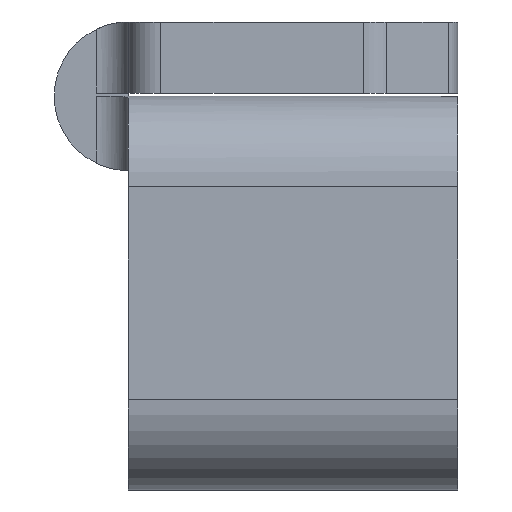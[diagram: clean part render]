
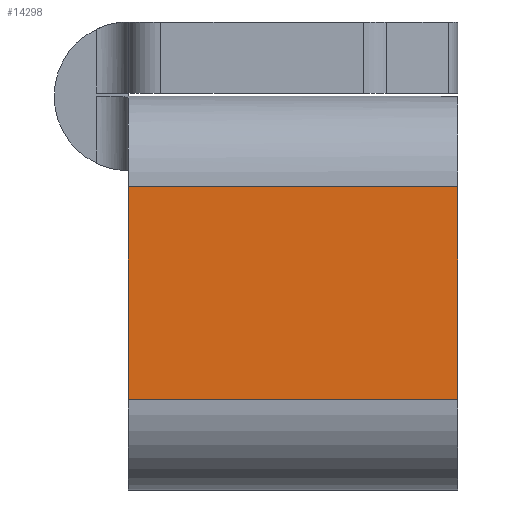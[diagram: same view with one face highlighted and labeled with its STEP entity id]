
A CAD part, left-side view. The second image highlights one B-rep face of the part: STEP entity #14298.
In plain terms, the highlighted planar face has unit normal (-1, 0, 0).
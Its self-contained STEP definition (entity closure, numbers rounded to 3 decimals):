
#147 = ORIENTED_EDGE ( 'NONE', *, *, #4548, .T. ) ;
#1218 = VECTOR ( 'NONE', #12967, 1000. ) ;
#1307 = FACE_OUTER_BOUND ( 'NONE', #7002, .T. ) ;
#1457 = DIRECTION ( 'NONE',  ( 1., 0., 0. ) ) ;
#1530 = CARTESIAN_POINT ( 'NONE',  ( -1., 0.395, 0.281 ) ) ;
#1586 = VECTOR ( 'NONE', #2172, 1000. ) ;
#2041 = EDGE_CURVE ( 'NONE', #2952, #10061, #8476, .T. ) ;
#2172 = DIRECTION ( 'NONE',  ( 0., 0., -1. ) ) ;
#2437 = VERTEX_POINT ( 'NONE', #1530 ) ;
#2952 = VERTEX_POINT ( 'NONE', #8227 ) ;
#3198 = EDGE_CURVE ( 'NONE', #13573, #10061, #9888, .T. ) ;
#4548 = EDGE_CURVE ( 'NONE', #2952, #2437, #5591, .T. ) ;
#5591 = LINE ( 'NONE', #13216, #1586 ) ;
#5689 = ORIENTED_EDGE ( 'NONE', *, *, #11897, .T. ) ;
#5970 = PLANE ( 'NONE',  #13822 ) ;
#7002 = EDGE_LOOP ( 'NONE', ( #11255, #147, #5689, #9878 ) ) ;
#8227 = CARTESIAN_POINT ( 'NONE',  ( -1., 0.395, 0.94 ) ) ;
#8364 = LINE ( 'NONE', #8567, #1218 ) ;
#8476 = LINE ( 'NONE', #9854, #10700 ) ;
#8567 = CARTESIAN_POINT ( 'NONE',  ( -1., 0., 0.281 ) ) ;
#9819 = DIRECTION ( 'NONE',  ( 0., 0., 1. ) ) ;
#9854 = CARTESIAN_POINT ( 'NONE',  ( -1., 0., 0.94 ) ) ;
#9878 = ORIENTED_EDGE ( 'NONE', *, *, #3198, .T. ) ;
#9888 = LINE ( 'NONE', #9964, #12897 ) ;
#9964 = CARTESIAN_POINT ( 'NONE',  ( -1., -0.625, 4.426 ) ) ;
#10061 = VERTEX_POINT ( 'NONE', #11452 ) ;
#10247 = CARTESIAN_POINT ( 'NONE',  ( -1., -0.625, 0.281 ) ) ;
#10700 = VECTOR ( 'NONE', #11918, 1000. ) ;
#11255 = ORIENTED_EDGE ( 'NONE', *, *, #2041, .F. ) ;
#11452 = CARTESIAN_POINT ( 'NONE',  ( -1., -0.625, 0.94 ) ) ;
#11897 = EDGE_CURVE ( 'NONE', #2437, #13573, #8364, .T. ) ;
#11918 = DIRECTION ( 'NONE',  ( 0., -1., 0. ) ) ;
#12897 = VECTOR ( 'NONE', #9819, 1000. ) ;
#12967 = DIRECTION ( 'NONE',  ( 0., -1., 0. ) ) ;
#13216 = CARTESIAN_POINT ( 'NONE',  ( -1., 0.395, -0.659 ) ) ;
#13573 = VERTEX_POINT ( 'NONE', #10247 ) ;
#13580 = CARTESIAN_POINT ( 'NONE',  ( -1., 0., 1.883 ) ) ;
#13659 = DIRECTION ( 'NONE',  ( 0., 0., -1. ) ) ;
#13822 = AXIS2_PLACEMENT_3D ( 'NONE', #13580, #1457, #13659 ) ;
#14298 = ADVANCED_FACE ( 'NONE', ( #1307 ), #5970, .F. ) ;
